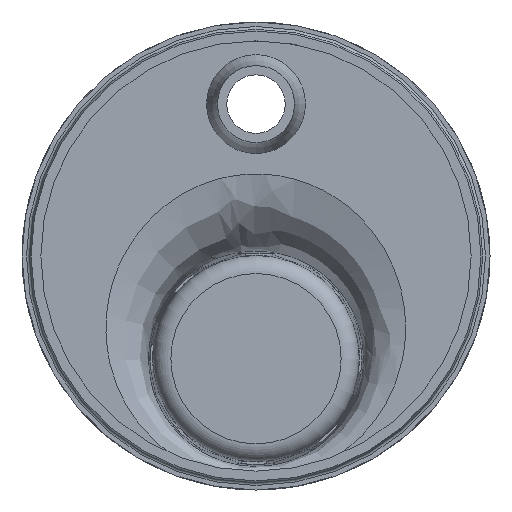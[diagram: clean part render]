
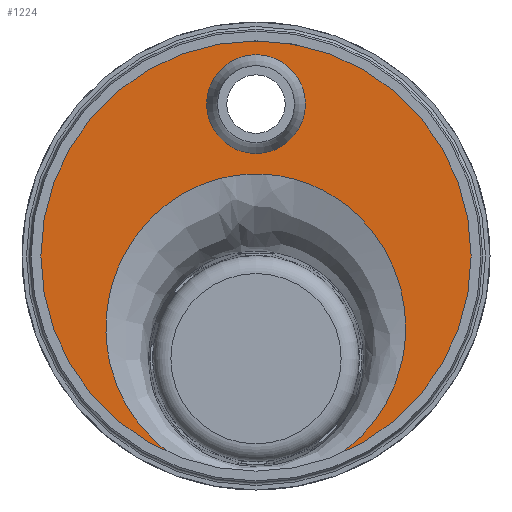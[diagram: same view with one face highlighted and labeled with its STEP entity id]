
A CAD part, front view. The second image highlights one B-rep face of the part: STEP entity #1224.
In plain terms, the highlighted planar face has unit normal (0, -1, 0).
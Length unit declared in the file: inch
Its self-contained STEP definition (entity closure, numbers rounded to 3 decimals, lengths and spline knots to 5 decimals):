
#22=FACE_BOUND('',#367,.T.);
#23=FACE_BOUND('',#368,.T.);
#47=PLANE('',#1316);
#93=B_SPLINE_CURVE_WITH_KNOTS('',3,(#1916,#1917,#1918,#1919,#1920,#1921,
#1922,#1923,#1924,#1925),.UNSPECIFIED.,.F.,.F.,(4,1,1,1,1,1,1,4),(-16.12639,
-13.82262,-11.51885,-9.21508,-6.91131,
-4.60754,-2.30377,0.),.UNSPECIFIED.);
#94=B_SPLINE_CURVE_WITH_KNOTS('',3,(#1926,#1927,#1928,#1929),
 .UNSPECIFIED.,.F.,.F.,(4,4),(-30.29206,-29.10291),
 .UNSPECIFIED.);
#95=B_SPLINE_CURVE_WITH_KNOTS('',3,(#1931,#1932,#1933,#1934,#1935,#1936,
#1937,#1938,#1939,#1940,#1941,#1942,#1943,#1944,#1945,#1946,#1947,#1948,
#1949,#1950),.UNSPECIFIED.,.T.,.F.,(4,1,1,1,1,1,1,1,1,1,1,1,1,1,1,1,1,4),
(-20.78292,-19.29842,-17.81393,-16.82427,
-15.8346,-14.84494,-13.85528,-12.86561,
-11.87595,-9.89663,-8.90696,-7.9173,
-6.92764,-5.93798,-4.45348,-2.96899,
-1.48449,0.),.UNSPECIFIED.);
#294=FACE_OUTER_BOUND('',#366,.T.);
#366=EDGE_LOOP('',(#881,#882,#883));
#367=EDGE_LOOP('',(#884));
#368=EDGE_LOOP('',(#885));
#466=CIRCLE('',#1306,0.42262);
#473=CIRCLE('',#1317,1.92126);
#549=VERTEX_POINT('',#1856);
#557=VERTEX_POINT('',#1912);
#558=VERTEX_POINT('',#1913);
#559=VERTEX_POINT('',#1915);
#560=VERTEX_POINT('',#1930);
#673=EDGE_CURVE('',#549,#549,#466,.F.);
#684=EDGE_CURVE('',#557,#558,#473,.T.);
#685=EDGE_CURVE('',#558,#559,#93,.T.);
#686=EDGE_CURVE('',#559,#557,#94,.T.);
#687=EDGE_CURVE('',#560,#560,#95,.T.);
#881=ORIENTED_EDGE('',*,*,#684,.T.);
#882=ORIENTED_EDGE('',*,*,#685,.T.);
#883=ORIENTED_EDGE('',*,*,#686,.T.);
#884=ORIENTED_EDGE('',*,*,#687,.T.);
#885=ORIENTED_EDGE('',*,*,#673,.T.);
#1224=ADVANCED_FACE('',(#294,#22,#23),#47,.F.);
#1306=AXIS2_PLACEMENT_3D('',#1858,#1476,#1477);
#1316=AXIS2_PLACEMENT_3D('',#1911,#1497,#1498);
#1317=AXIS2_PLACEMENT_3D('',#1914,#1499,#1500);
#1476=DIRECTION('center_axis',(0.,-1.,0.));
#1477=DIRECTION('ref_axis',(-1.,0.,0.));
#1497=DIRECTION('center_axis',(0.,1.,0.));
#1498=DIRECTION('ref_axis',(1.,0.,0.));
#1499=DIRECTION('center_axis',(0.,-1.,0.));
#1500=DIRECTION('ref_axis',(1.,0.,0.));
#1856=CARTESIAN_POINT('',(-0.42262,0.26526,1.29824));
#1858=CARTESIAN_POINT('Origin',(0.,0.26526,1.29824));
#1911=CARTESIAN_POINT('Origin',(0.,0.26526,0.));
#1912=CARTESIAN_POINT('',(-1.86364,0.26526,-0.46701));
#1913=CARTESIAN_POINT('',(1.85065,0.26526,-0.51607));
#1914=CARTESIAN_POINT('Origin',(0.,0.26526,0.));
#1915=CARTESIAN_POINT('',(-1.90527,0.26526,0.));
#1916=CARTESIAN_POINT('Ctrl Pts',(1.85065,0.26526,-0.51607));
#1917=CARTESIAN_POINT('Ctrl Pts',(1.92245,0.26526,-0.22112));
#1918=CARTESIAN_POINT('Ctrl Pts',(1.9229,0.26526,0.40333));
#1919=CARTESIAN_POINT('Ctrl Pts',(1.49207,0.26526,1.23576));
#1920=CARTESIAN_POINT('Ctrl Pts',(0.72551,0.26526,1.77506));
#1921=CARTESIAN_POINT('Ctrl Pts',(-0.20292,0.26526,
1.90188));
#1922=CARTESIAN_POINT('Ctrl Pts',(-1.08632,0.26526,1.5893));
#1923=CARTESIAN_POINT('Ctrl Pts',(-1.72673,0.26526,0.90485));
#1924=CARTESIAN_POINT('Ctrl Pts',(-1.89488,0.26526,0.30335));
#1925=CARTESIAN_POINT('Ctrl Pts',(-1.90527,0.26526,0.));
#1926=CARTESIAN_POINT('Ctrl Pts',(-1.90527,0.26526,0.));
#1927=CARTESIAN_POINT('Ctrl Pts',(-1.91063,0.26526,-0.15658));
#1928=CARTESIAN_POINT('Ctrl Pts',(-1.8966,0.26526,-0.31382));
#1929=CARTESIAN_POINT('Ctrl Pts',(-1.86364,0.26526,-0.46701));
#1930=CARTESIAN_POINT('',(1.25332,0.26526,-0.87779));
#1931=CARTESIAN_POINT('Ctrl Pts',(1.25332,0.26526,-0.87779));
#1932=CARTESIAN_POINT('Ctrl Pts',(1.21529,0.26526,-1.06586));
#1933=CARTESIAN_POINT('Ctrl Pts',(1.05644,0.26526,-1.42617));
#1934=CARTESIAN_POINT('Ctrl Pts',(0.65327,0.26526,-1.77021));
#1935=CARTESIAN_POINT('Ctrl Pts',(0.21647,0.26526,-1.91647));
#1936=CARTESIAN_POINT('Ctrl Pts',(-0.17914,0.26526,
-1.92364));
#1937=CARTESIAN_POINT('Ctrl Pts',(-0.5575,0.26526,
-1.8108));
#1938=CARTESIAN_POINT('Ctrl Pts',(-0.88236,0.26526,
-1.58996));
#1939=CARTESIAN_POINT('Ctrl Pts',(-1.12444,0.26526,-1.28403));
#1940=CARTESIAN_POINT('Ctrl Pts',(-1.3143,0.26526,-0.8017));
#1941=CARTESIAN_POINT('Ctrl Pts',(-1.28238,0.26526,-0.27051));
#1942=CARTESIAN_POINT('Ctrl Pts',(-1.0373,0.26526,0.18757));
#1943=CARTESIAN_POINT('Ctrl Pts',(-0.76181,0.26526,
0.46619));
#1944=CARTESIAN_POINT('Ctrl Pts',(-0.41318,0.26526,
0.65191));
#1945=CARTESIAN_POINT('Ctrl Pts',(0.04336,0.26526,
0.73474));
#1946=CARTESIAN_POINT('Ctrl Pts',(0.56864,0.26526,0.61542));
#1947=CARTESIAN_POINT('Ctrl Pts',(1.03026,0.26526,0.23534));
#1948=CARTESIAN_POINT('Ctrl Pts',(1.28467,0.26526,-0.29749));
#1949=CARTESIAN_POINT('Ctrl Pts',(1.29135,0.26526,-0.68971));
#1950=CARTESIAN_POINT('Ctrl Pts',(1.25332,0.26526,-0.87779));
